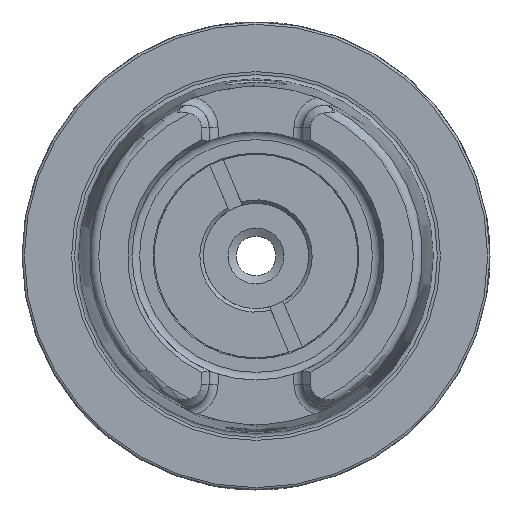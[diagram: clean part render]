
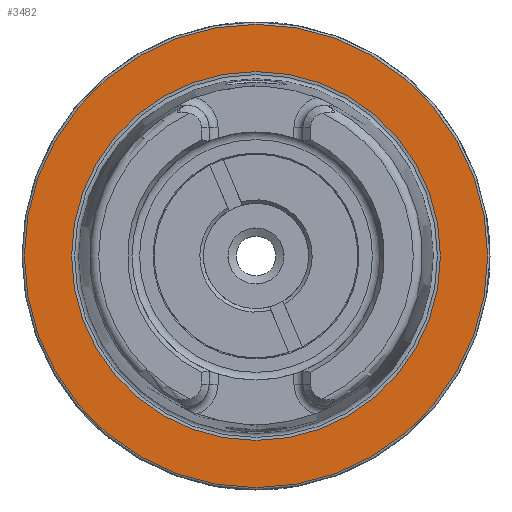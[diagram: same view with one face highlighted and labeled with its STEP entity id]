
A CAD part, left-side view. The second image highlights one B-rep face of the part: STEP entity #3482.
In plain terms, the highlighted planar face has unit normal (-1, 0, 0).
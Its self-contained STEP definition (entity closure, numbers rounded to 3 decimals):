
#208 = CARTESIAN_POINT ( 'NONE',  ( 0., 0., 39.405 ) ) ;
#1145 = VERTEX_POINT ( 'NONE', #208 ) ;
#1492 = AXIS2_PLACEMENT_3D ( 'NONE', #8200, #6901, #3077 ) ;
#1802 = EDGE_CURVE ( 'NONE', #5602, #5602, #5168, .T. ) ;
#2108 = AXIS2_PLACEMENT_3D ( 'NONE', #6858, #4878, #4251 ) ;
#2827 = FACE_OUTER_BOUND ( 'NONE', #4527, .T. ) ;
#3077 = DIRECTION ( 'NONE',  ( 0., 0., -1. ) ) ;
#3482 = ADVANCED_FACE ( 'NONE', ( #6868, #2827 ), #3651, .F. ) ;
#3557 = DIRECTION ( 'NONE',  ( -1., 0., 0. ) ) ;
#3651 = PLANE ( 'NONE',  #1492 ) ;
#4251 = DIRECTION ( 'NONE',  ( 0., 0., 1. ) ) ;
#4527 = EDGE_LOOP ( 'NONE', ( #6835 ) ) ;
#4878 = DIRECTION ( 'NONE',  ( -1., 0., 0. ) ) ;
#5153 = ORIENTED_EDGE ( 'NONE', *, *, #5863, .F. ) ;
#5168 = CIRCLE ( 'NONE', #5488, 49.5 ) ;
#5488 = AXIS2_PLACEMENT_3D ( 'NONE', #7425, #3557, #5576 ) ;
#5576 = DIRECTION ( 'NONE',  ( 0., 0., 1. ) ) ;
#5602 = VERTEX_POINT ( 'NONE', #7865 ) ;
#5863 = EDGE_CURVE ( 'NONE', #1145, #1145, #5921, .T. ) ;
#5921 = CIRCLE ( 'NONE', #2108, 39.405 ) ;
#6291 = EDGE_LOOP ( 'NONE', ( #5153 ) ) ;
#6835 = ORIENTED_EDGE ( 'NONE', *, *, #1802, .T. ) ;
#6858 = CARTESIAN_POINT ( 'NONE',  ( 0., 0., 0. ) ) ;
#6868 = FACE_BOUND ( 'NONE', #6291, .T. ) ;
#6901 = DIRECTION ( 'NONE',  ( 1., 0., 0. ) ) ;
#7425 = CARTESIAN_POINT ( 'NONE',  ( 0., 0., 0. ) ) ;
#7865 = CARTESIAN_POINT ( 'NONE',  ( 0., 0., 49.5 ) ) ;
#8200 = CARTESIAN_POINT ( 'NONE',  ( 0., 49.5, 0. ) ) ;
